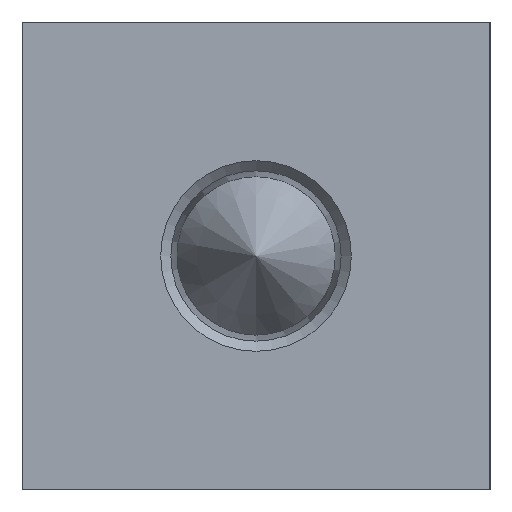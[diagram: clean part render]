
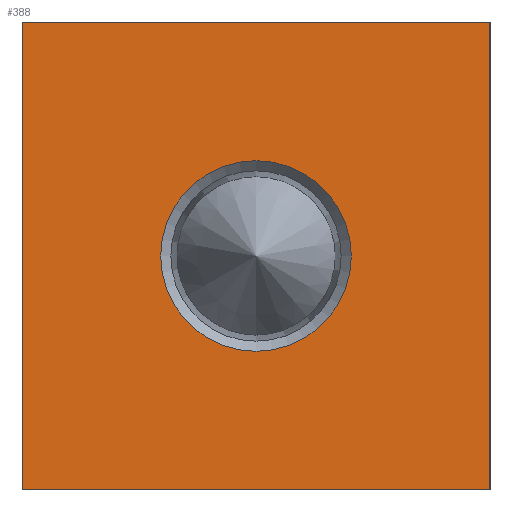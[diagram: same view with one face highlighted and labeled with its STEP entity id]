
A CAD part, left-side view. The second image highlights one B-rep face of the part: STEP entity #388.
In plain terms, the highlighted planar face has unit normal (-1, 0, 0).
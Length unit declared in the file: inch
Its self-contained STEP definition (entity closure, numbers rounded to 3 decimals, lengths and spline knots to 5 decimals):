
#388 = ADVANCED_FACE( '', ( #856, #857 ), #858, .F. );
#856 = FACE_BOUND( '', #1377, .T. );
#857 = FACE_OUTER_BOUND( '', #1378, .T. );
#858 = PLANE( '', #1379 );
#1377 = EDGE_LOOP( '', ( #2407 ) );
#1378 = EDGE_LOOP( '', ( #2408, #2409, #2410, #2411 ) );
#1379 = AXIS2_PLACEMENT_3D( '', #2412, #2413, #2414 );
#2407 = ORIENTED_EDGE( '', *, *, #2955, .T. );
#2408 = ORIENTED_EDGE( '', *, *, #3284, .F. );
#2409 = ORIENTED_EDGE( '', *, *, #3200, .F. );
#2410 = ORIENTED_EDGE( '', *, *, #3285, .F. );
#2411 = ORIENTED_EDGE( '', *, *, #3227, .F. );
#2412 = CARTESIAN_POINT( '', ( 0., 0., 0. ) );
#2413 = DIRECTION( '', ( 1., 0., 0. ) );
#2414 = DIRECTION( '', ( 0., 0., -1. ) );
#2955 = EDGE_CURVE( '', #3554, #3554, #3555, .T. );
#3200 = EDGE_CURVE( '', #3925, #3926, #3927, .T. );
#3227 = EDGE_CURVE( '', #3962, #3963, #3964, .T. );
#3284 = EDGE_CURVE( '', #3926, #3962, #4034, .T. );
#3285 = EDGE_CURVE( '', #3963, #3925, #4035, .T. );
#3554 = VERTEX_POINT( '', #4372 );
#3555 = CIRCLE( '', #4373, 0.35625 );
#3925 = VERTEX_POINT( '', #4860 );
#3926 = VERTEX_POINT( '', #4861 );
#3927 = LINE( '', #4862, #4863 );
#3962 = VERTEX_POINT( '', #4907 );
#3963 = VERTEX_POINT( '', #4908 );
#3964 = LINE( '', #4909, #4910 );
#4034 = LINE( '', #5006, #5007 );
#4035 = LINE( '', #5008, #5009 );
#4372 = CARTESIAN_POINT( '', ( 0., 0.875, 0.51875 ) );
#4373 = AXIS2_PLACEMENT_3D( '', #5275, #5276, #5277 );
#4860 = CARTESIAN_POINT( '', ( 0., 0., 0. ) );
#4861 = CARTESIAN_POINT( '', ( 0., 1.75, 0. ) );
#4862 = CARTESIAN_POINT( '', ( 0., 0., 0. ) );
#4863 = VECTOR( '', #5572, 39.37008 );
#4907 = CARTESIAN_POINT( '', ( 0., 1.75, 1.75 ) );
#4908 = CARTESIAN_POINT( '', ( 0., 0., 1.75 ) );
#4909 = CARTESIAN_POINT( '', ( 0., 1.75, 1.75 ) );
#4910 = VECTOR( '', #5609, 39.37008 );
#5006 = CARTESIAN_POINT( '', ( 0., 1.75, 0. ) );
#5007 = VECTOR( '', #5657, 39.37008 );
#5008 = CARTESIAN_POINT( '', ( 0., 0., 1.75 ) );
#5009 = VECTOR( '', #5658, 39.37008 );
#5275 = CARTESIAN_POINT( '', ( 0., 0.875, 0.875 ) );
#5276 = DIRECTION( '', ( 1., 0., 0. ) );
#5277 = DIRECTION( '', ( 0., 0., -1. ) );
#5572 = DIRECTION( '', ( 0., 1., 0. ) );
#5609 = DIRECTION( '', ( 0., -1., 0. ) );
#5657 = DIRECTION( '', ( 0., 0., 1. ) );
#5658 = DIRECTION( '', ( 0., 0., -1. ) );
